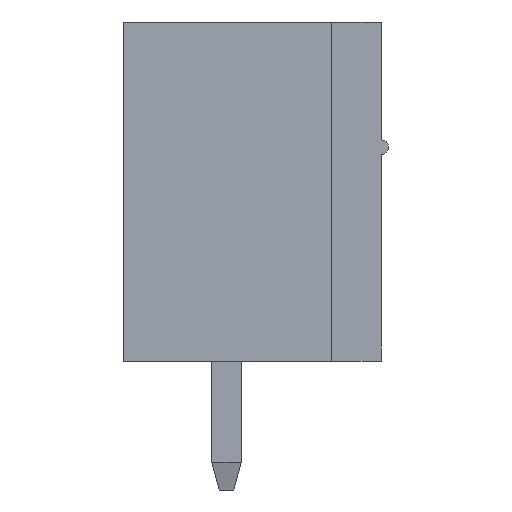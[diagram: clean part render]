
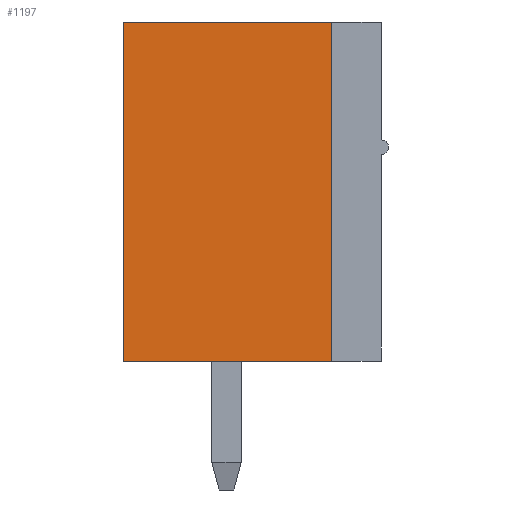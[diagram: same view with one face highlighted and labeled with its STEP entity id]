
A CAD part, left-side view. The second image highlights one B-rep face of the part: STEP entity #1197.
In plain terms, the highlighted planar face has unit normal (-1, 0, 0).
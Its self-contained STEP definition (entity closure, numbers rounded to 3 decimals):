
#1197 = ADVANCED_FACE( '', ( #2362 ), #2363, .T. );
#2362 = FACE_OUTER_BOUND( '', #3488, .T. );
#2363 = PLANE( '', #3489 );
#3488 = EDGE_LOOP( '', ( #6798, #6799, #6800, #6801 ) );
#3489 = AXIS2_PLACEMENT_3D( '', #6802, #6803, #6804 );
#6798 = ORIENTED_EDGE( '', *, *, #8109, .T. );
#6799 = ORIENTED_EDGE( '', *, *, #8032, .T. );
#6800 = ORIENTED_EDGE( '', *, *, #7403, .T. );
#6801 = ORIENTED_EDGE( '', *, *, #7779, .T. );
#6802 = CARTESIAN_POINT( '', ( -18.53, 0., 0. ) );
#6803 = DIRECTION( '', ( -1., 0., 0. ) );
#6804 = DIRECTION( '', ( 0., 0., 1. ) );
#7403 = EDGE_CURVE( '', #9110, #9108, #9111, .T. );
#7779 = EDGE_CURVE( '', #9108, #9663, #9665, .T. );
#8032 = EDGE_CURVE( '', #9987, #9110, #9988, .T. );
#8109 = EDGE_CURVE( '', #9663, #9987, #10075, .T. );
#9108 = VERTEX_POINT( '', #11607 );
#9110 = VERTEX_POINT( '', #11610 );
#9111 = LINE( '', #11611, #11612 );
#9663 = VERTEX_POINT( '', #12443 );
#9665 = LINE( '', #12446, #12447 );
#9987 = VERTEX_POINT( '', #13042 );
#9988 = LINE( '', #13043, #13044 );
#10075 = LINE( '', #13174, #13175 );
#11607 = CARTESIAN_POINT( '', ( -18.53, 3.5, -4.6 ) );
#11610 = CARTESIAN_POINT( '', ( -18.53, 3.5, 4.6 ) );
#11611 = CARTESIAN_POINT( '', ( -18.53, 3.5, 4.6 ) );
#11612 = VECTOR( '', #13754, 1000. );
#12443 = CARTESIAN_POINT( '', ( -18.53, -2.15, -4.6 ) );
#12446 = CARTESIAN_POINT( '', ( -18.53, 3.5, -4.6 ) );
#12447 = VECTOR( '', #14071, 1000. );
#13042 = CARTESIAN_POINT( '', ( -18.53, -2.15, 4.6 ) );
#13043 = CARTESIAN_POINT( '', ( -18.53, -2.15, 4.6 ) );
#13044 = VECTOR( '', #14267, 1000. );
#13174 = CARTESIAN_POINT( '', ( -18.53, -2.15, -4.6 ) );
#13175 = VECTOR( '', #14320, 1000. );
#13754 = DIRECTION( '', ( 0., 0., -1. ) );
#14071 = DIRECTION( '', ( 0., -1., 0. ) );
#14267 = DIRECTION( '', ( 0., 1., 0. ) );
#14320 = DIRECTION( '', ( 0., 0., 1. ) );
